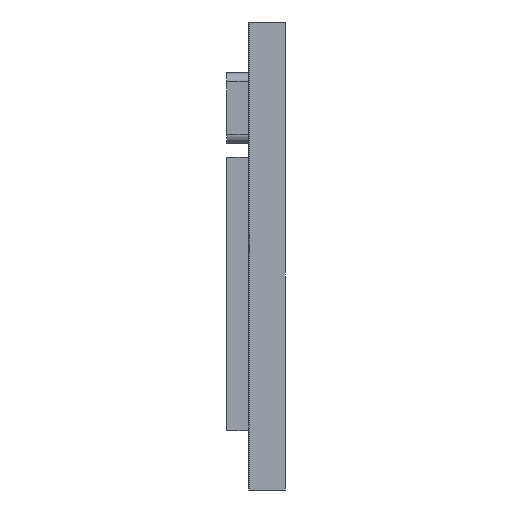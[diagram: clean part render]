
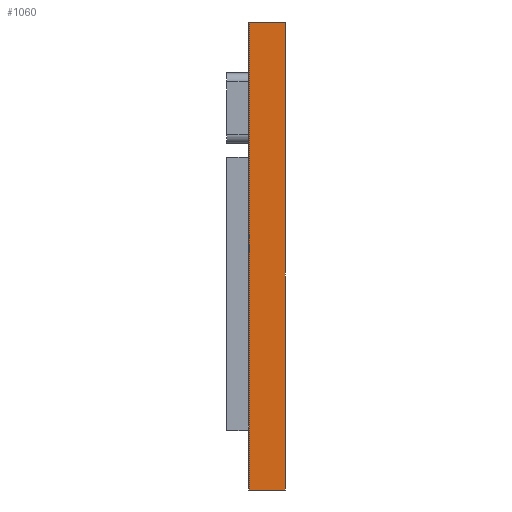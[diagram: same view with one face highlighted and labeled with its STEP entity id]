
A CAD part, left-side view. The second image highlights one B-rep face of the part: STEP entity #1060.
In plain terms, the highlighted planar face has unit normal (-1, 0, 0).
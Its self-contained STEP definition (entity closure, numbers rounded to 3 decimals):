
#1060=ADVANCED_FACE('',(#2130),#2131,.F.);
#2130=FACE_OUTER_BOUND('',#3203,.T.);
#2131=PLANE('',#3204);
#3203=EDGE_LOOP('',(#6627,#6628,#6629,#6630));
#3204=AXIS2_PLACEMENT_3D('',#6631,#6632,#6633);
#6627=ORIENTED_EDGE('',*,*,#8027,.T.);
#6628=ORIENTED_EDGE('',*,*,#8099,.F.);
#6629=ORIENTED_EDGE('',*,*,#8001,.F.);
#6630=ORIENTED_EDGE('',*,*,#7044,.T.);
#6631=CARTESIAN_POINT('',(0.0,1.0,0.0));
#6632=DIRECTION('',(1.0,-0.0,0.0));
#6633=DIRECTION('',(0.0,0.0,-1.0));
#7044=EDGE_CURVE('',#8678,#8676,#8679,.T.);
#8001=EDGE_CURVE('',#8678,#10068,#10069,.T.);
#8027=EDGE_CURVE('',#8676,#10102,#10104,.T.);
#8099=EDGE_CURVE('',#10068,#10102,#10193,.T.);
#8676=VERTEX_POINT('',#10898);
#8678=VERTEX_POINT('',#10901);
#8679=LINE('',#10902,#10903);
#10068=VERTEX_POINT('',#12832);
#10069=LINE('',#12833,#12834);
#10102=VERTEX_POINT('',#12879);
#10104=LINE('',#12882,#12883);
#10193=LINE('',#13006,#13007);
#10898=CARTESIAN_POINT('',(0.0,0.0,-13.0));
#10901=CARTESIAN_POINT('',(0.0,1.0,-13.0));
#10902=CARTESIAN_POINT('',(0.0,1.0,-13.0));
#10903=VECTOR('',#13519,1000.0);
#12832=CARTESIAN_POINT('',(0.0,1.0,0.0));
#12833=CARTESIAN_POINT('',(0.0,1.0,0.0));
#12834=VECTOR('',#14597,1000.0);
#12879=CARTESIAN_POINT('',(0.0,0.0,0.0));
#12882=CARTESIAN_POINT('',(0.0,0.0,0.0));
#12883=VECTOR('',#14644,1000.0);
#13006=CARTESIAN_POINT('',(0.0,1.0,0.0));
#13007=VECTOR('',#14727,1000.0);
#13519=DIRECTION('',(-0.0,-1.0,-0.0));
#14597=DIRECTION('',(-0.0,-0.0,1.0));
#14644=DIRECTION('',(-0.0,-0.0,1.0));
#14727=DIRECTION('',(-0.0,-1.0,-0.0));
